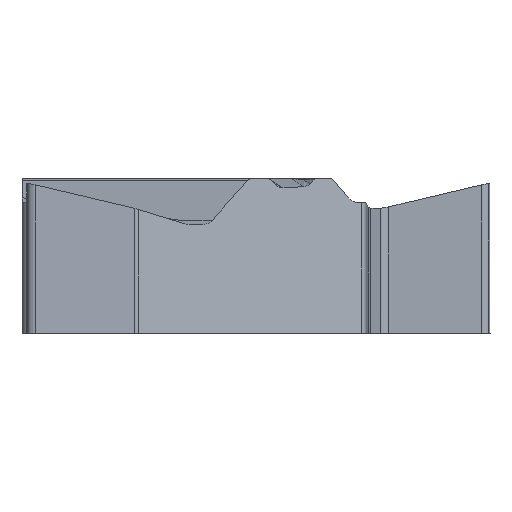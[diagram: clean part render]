
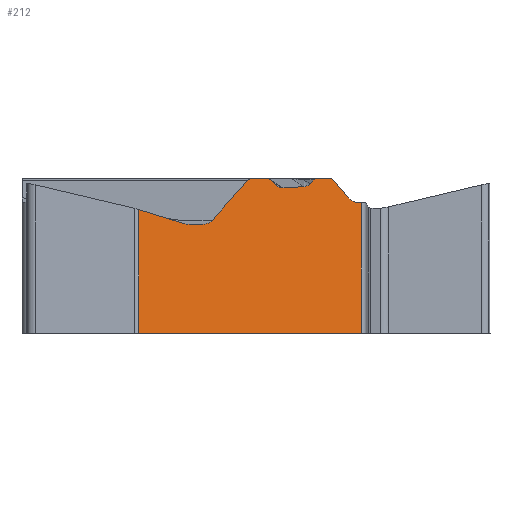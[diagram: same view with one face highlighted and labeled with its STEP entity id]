
A CAD part, front view. The second image highlights one B-rep face of the part: STEP entity #212.
In plain terms, the highlighted planar face has unit normal (0.5, -0.866, 0).
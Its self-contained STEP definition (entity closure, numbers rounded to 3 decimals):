
#91=PLANE('',#2088);
#139=CIRCLE('',#2087,0.5);
#212=ADVANCED_FACE('',(#356),#91,.F.);
#356=FACE_OUTER_BOUND('',#468,.T.);
#468=EDGE_LOOP('',(#1072,#1073,#1074,#1075,#1076,#1077,#1078,#1079,#1080,
#1081,#1082,#1083,#1084,#1085,#1086,#1087,#1088,#1089,#1090,#1091,#1092,
#1093));
#607=LINE('',#3557,#763);
#611=LINE('',#3614,#767);
#616=LINE('',#3794,#773);
#617=LINE('',#3797,#774);
#618=LINE('',#3799,#775);
#619=LINE('',#3801,#776);
#620=LINE('',#3805,#777);
#621=LINE('',#3810,#778);
#622=LINE('',#3826,#779);
#623=LINE('',#3842,#780);
#624=LINE('',#3847,#781);
#625=LINE('',#3851,#782);
#626=LINE('',#3855,#783);
#763=VECTOR('',#2409,1.);
#767=VECTOR('',#2413,1.);
#773=VECTOR('',#2433,1.);
#774=VECTOR('',#2434,1.);
#775=VECTOR('',#2435,1.);
#776=VECTOR('',#2436,1.);
#777=VECTOR('',#2439,1.);
#778=VECTOR('',#2444,1.);
#779=VECTOR('',#2445,1.);
#780=VECTOR('',#2446,1.);
#781=VECTOR('',#2451,1.);
#782=VECTOR('',#2454,1.);
#783=VECTOR('',#2457,1.);
#1072=ORIENTED_EDGE('',*,*,#1746,.T.);
#1073=ORIENTED_EDGE('',*,*,#1747,.T.);
#1074=ORIENTED_EDGE('',*,*,#1748,.T.);
#1075=ORIENTED_EDGE('',*,*,#1749,.F.);
#1076=ORIENTED_EDGE('',*,*,#1750,.T.);
#1077=ORIENTED_EDGE('',*,*,#1751,.F.);
#1078=ORIENTED_EDGE('',*,*,#1752,.F.);
#1079=ORIENTED_EDGE('',*,*,#1733,.F.);
#1080=ORIENTED_EDGE('',*,*,#1753,.F.);
#1081=ORIENTED_EDGE('',*,*,#1754,.F.);
#1082=ORIENTED_EDGE('',*,*,#1755,.F.);
#1083=ORIENTED_EDGE('',*,*,#1756,.F.);
#1084=ORIENTED_EDGE('',*,*,#1757,.F.);
#1085=ORIENTED_EDGE('',*,*,#1758,.F.);
#1086=ORIENTED_EDGE('',*,*,#1759,.F.);
#1087=ORIENTED_EDGE('',*,*,#1727,.F.);
#1088=ORIENTED_EDGE('',*,*,#1760,.F.);
#1089=ORIENTED_EDGE('',*,*,#1761,.F.);
#1090=ORIENTED_EDGE('',*,*,#1762,.T.);
#1091=ORIENTED_EDGE('',*,*,#1763,.T.);
#1092=ORIENTED_EDGE('',*,*,#1764,.T.);
#1093=ORIENTED_EDGE('',*,*,#1765,.F.);
#1512=VERTEX_POINT('',#3556);
#1513=VERTEX_POINT('',#3558);
#1518=VERTEX_POINT('',#3613);
#1519=VERTEX_POINT('',#3615);
#1524=VERTEX_POINT('',#3795);
#1525=VERTEX_POINT('',#3796);
#1526=VERTEX_POINT('',#3798);
#1527=VERTEX_POINT('',#3800);
#1528=VERTEX_POINT('',#3802);
#1529=VERTEX_POINT('',#3804);
#1530=VERTEX_POINT('',#3806);
#1531=VERTEX_POINT('',#3809);
#1532=VERTEX_POINT('',#3811);
#1533=VERTEX_POINT('',#3825);
#1534=VERTEX_POINT('',#3827);
#1535=VERTEX_POINT('',#3841);
#1536=VERTEX_POINT('',#3843);
#1537=VERTEX_POINT('',#3846);
#1538=VERTEX_POINT('',#3848);
#1539=VERTEX_POINT('',#3850);
#1540=VERTEX_POINT('',#3852);
#1541=VERTEX_POINT('',#3854);
#1727=EDGE_CURVE('',#1512,#1513,#607,.T.);
#1733=EDGE_CURVE('',#1518,#1519,#611,.T.);
#1746=EDGE_CURVE('',#1524,#1525,#616,.T.);
#1747=EDGE_CURVE('',#1525,#1526,#617,.T.);
#1748=EDGE_CURVE('',#1526,#1527,#618,.T.);
#1749=EDGE_CURVE('',#1528,#1527,#619,.T.);
#1750=EDGE_CURVE('',#1528,#1529,#1913,.T.);
#1751=EDGE_CURVE('',#1530,#1529,#620,.T.);
#1752=EDGE_CURVE('',#1519,#1530,#1914,.T.);
#1753=EDGE_CURVE('',#1531,#1518,#1915,.T.);
#1754=EDGE_CURVE('',#1532,#1531,#621,.T.);
#1755=EDGE_CURVE('',#1533,#1532,#1961,.T.);
#1756=EDGE_CURVE('',#1534,#1533,#622,.T.);
#1757=EDGE_CURVE('',#1535,#1534,#1962,.T.);
#1758=EDGE_CURVE('',#1536,#1535,#623,.T.);
#1759=EDGE_CURVE('',#1513,#1536,#1916,.T.);
#1760=EDGE_CURVE('',#1537,#1512,#1917,.T.);
#1761=EDGE_CURVE('',#1538,#1537,#624,.T.);
#1762=EDGE_CURVE('',#1538,#1539,#1918,.T.);
#1763=EDGE_CURVE('',#1539,#1540,#625,.T.);
#1764=EDGE_CURVE('',#1540,#1541,#139,.T.);
#1765=EDGE_CURVE('',#1524,#1541,#626,.T.);
#1913=ELLIPSE('',#2081,0.4,0.33);
#1914=ELLIPSE('',#2082,0.17,0.15);
#1915=ELLIPSE('',#2083,0.15,0.15);
#1916=ELLIPSE('',#2084,0.167,0.15);
#1917=ELLIPSE('',#2085,0.177,0.15);
#1918=ELLIPSE('',#2086,0.389,0.33);
#1961=B_SPLINE_CURVE_WITH_KNOTS('',3,(#3812,#3813,#3814,#3815,#3816,#3817,
#3818,#3819,#3820,#3821,#3822,#3823,#3824),.UNSPECIFIED.,.F.,.F.,(4,3,3,
3,4),(0.,0.249,0.498,0.746,1.),
 .UNSPECIFIED.);
#1962=B_SPLINE_CURVE_WITH_KNOTS('',3,(#3828,#3829,#3830,#3831,#3832,#3833,
#3834,#3835,#3836,#3837,#3838,#3839,#3840),.UNSPECIFIED.,.F.,.F.,(4,3,3,
3,4),(0.,0.234,0.468,0.701,1.),
 .UNSPECIFIED.);
#2081=AXIS2_PLACEMENT_3D('',#3803,#2437,#2438);
#2082=AXIS2_PLACEMENT_3D('',#3807,#2440,#2441);
#2083=AXIS2_PLACEMENT_3D('',#3808,#2442,#2443);
#2084=AXIS2_PLACEMENT_3D('',#3844,#2447,#2448);
#2085=AXIS2_PLACEMENT_3D('',#3845,#2449,#2450);
#2086=AXIS2_PLACEMENT_3D('',#3849,#2452,#2453);
#2087=AXIS2_PLACEMENT_3D('',#3853,#2455,#2456);
#2088=AXIS2_PLACEMENT_3D('',#3856,#2458,#2459);
#2409=DIRECTION('',(0.866,0.5,0.));
#2413=DIRECTION('',(0.866,0.5,0.));
#2433=DIRECTION('',(0.,0.,-1.));
#2434=DIRECTION('',(0.866,0.5,0.));
#2435=DIRECTION('',(0.,0.,1.));
#2436=DIRECTION('',(0.858,0.496,0.133));
#2437=DIRECTION('',(-0.5,0.866,0.));
#2438=DIRECTION('',(0.847,0.489,-0.207));
#2439=DIRECTION('',(0.608,0.351,-0.713));
#2440=DIRECTION('',(-0.5,0.866,0.));
#2441=DIRECTION('',(-0.866,-0.5,0.));
#2442=DIRECTION('',(-0.5,0.866,0.));
#2443=DIRECTION('',(0.866,0.5,0.));
#2444=DIRECTION('',(0.658,0.38,0.651));
#2445=DIRECTION('',(0.865,0.5,0.043));
#2446=DIRECTION('',(0.686,0.396,-0.611));
#2447=DIRECTION('',(-0.5,0.866,0.));
#2448=DIRECTION('',(-0.866,-0.5,0.));
#2449=DIRECTION('',(-0.5,0.866,0.));
#2450=DIRECTION('',(-0.866,-0.5,0.));
#2451=DIRECTION('',(0.62,0.358,0.698));
#2452=DIRECTION('',(-0.5,0.866,0.));
#2453=DIRECTION('',(0.866,0.5,0.));
#2454=DIRECTION('',(-0.866,-0.5,0.));
#2455=DIRECTION('',(-0.5,0.866,0.));
#2456=DIRECTION('',(0.,0.,-1.));
#2457=DIRECTION('',(0.837,0.483,-0.259));
#2458=DIRECTION('',(-0.5,0.866,0.));
#2459=DIRECTION('',(0.,0.,-1.));
#3556=CARTESIAN_POINT('',(1.454,-4.66,0.22));
#3557=CARTESIAN_POINT('',(5.129,-2.538,0.22));
#3558=CARTESIAN_POINT('',(1.861,-4.425,0.22));
#3613=CARTESIAN_POINT('',(3.222,-3.639,0.22));
#3614=CARTESIAN_POINT('',(-0.367,-5.711,0.22));
#3615=CARTESIAN_POINT('',(3.554,-3.447,0.22));
#3794=CARTESIAN_POINT('',(-1.602,-6.424,-5.47));
#3795=CARTESIAN_POINT('',(-1.602,-6.424,-0.617));
#3796=CARTESIAN_POINT('',(-1.602,-6.424,-3.97));
#3797=CARTESIAN_POINT('',(-0.367,-5.711,-3.97));
#3798=CARTESIAN_POINT('',(4.417,-2.949,-3.97));
#3799=CARTESIAN_POINT('',(4.417,-2.949,3.22));
#3800=CARTESIAN_POINT('',(4.417,-2.949,-0.429));
#3801=CARTESIAN_POINT('',(-0.224,-5.629,-1.147));
#3802=CARTESIAN_POINT('',(4.404,-2.956,-0.431));
#3803=CARTESIAN_POINT('',(4.324,-3.003,-0.102));
#3804=CARTESIAN_POINT('',(4.066,-3.152,-0.302));
#3805=CARTESIAN_POINT('',(1.719,-4.507,2.451));
#3806=CARTESIAN_POINT('',(3.665,-3.383,0.168));
#3807=CARTESIAN_POINT('',(3.554,-3.447,0.07));
#3808=CARTESIAN_POINT('',(3.222,-3.639,0.07));
#3809=CARTESIAN_POINT('',(3.137,-3.688,0.184));
#3810=CARTESIAN_POINT('',(1.072,-4.88,-1.859));
#3811=CARTESIAN_POINT('',(3.029,-3.75,0.077));
#3812=CARTESIAN_POINT('',(2.857,-3.85,-0.002));
#3813=CARTESIAN_POINT('',(2.873,-3.841,-0.001));
#3814=CARTESIAN_POINT('',(2.888,-3.832,0.002));
#3815=CARTESIAN_POINT('',(2.904,-3.823,0.005));
#3816=CARTESIAN_POINT('',(2.919,-3.814,0.009));
#3817=CARTESIAN_POINT('',(2.934,-3.805,0.014));
#3818=CARTESIAN_POINT('',(2.949,-3.797,0.021));
#3819=CARTESIAN_POINT('',(2.963,-3.789,0.028));
#3820=CARTESIAN_POINT('',(2.977,-3.78,0.036));
#3821=CARTESIAN_POINT('',(2.99,-3.773,0.045));
#3822=CARTESIAN_POINT('',(3.004,-3.765,0.054));
#3823=CARTESIAN_POINT('',(3.017,-3.757,0.065));
#3824=CARTESIAN_POINT('',(3.029,-3.75,0.077));
#3825=CARTESIAN_POINT('',(2.857,-3.85,-0.002));
#3826=CARTESIAN_POINT('',(-0.358,-5.706,-0.16));
#3827=CARTESIAN_POINT('',(2.296,-4.173,-0.029));
#3828=CARTESIAN_POINT('',(2.124,-4.273,0.033));
#3829=CARTESIAN_POINT('',(2.136,-4.266,0.022));
#3830=CARTESIAN_POINT('',(2.148,-4.259,0.013));
#3831=CARTESIAN_POINT('',(2.161,-4.252,0.006));
#3832=CARTESIAN_POINT('',(2.173,-4.245,-0.002));
#3833=CARTESIAN_POINT('',(2.186,-4.237,-0.009));
#3834=CARTESIAN_POINT('',(2.2,-4.229,-0.014));
#3835=CARTESIAN_POINT('',(2.214,-4.221,-0.019));
#3836=CARTESIAN_POINT('',(2.228,-4.213,-0.023));
#3837=CARTESIAN_POINT('',(2.242,-4.205,-0.026));
#3838=CARTESIAN_POINT('',(2.26,-4.195,-0.029));
#3839=CARTESIAN_POINT('',(2.278,-4.184,-0.03));
#3840=CARTESIAN_POINT('',(2.296,-4.173,-0.029));
#3841=CARTESIAN_POINT('',(2.124,-4.273,0.033));
#3842=CARTESIAN_POINT('',(3.988,-3.197,-1.628));
#3843=CARTESIAN_POINT('',(1.954,-4.371,0.184));
#3844=CARTESIAN_POINT('',(1.861,-4.425,0.07));
#3845=CARTESIAN_POINT('',(1.454,-4.66,0.07));
#3846=CARTESIAN_POINT('',(1.338,-4.726,0.168));
#3847=CARTESIAN_POINT('',(3.242,-3.627,2.313));
#3848=CARTESIAN_POINT('',(0.384,-5.277,-0.906));
#3849=CARTESIAN_POINT('',(0.13,-5.424,-0.69));
#3850=CARTESIAN_POINT('',(0.13,-5.424,-1.02));
#3851=CARTESIAN_POINT('',(5.129,-2.538,-1.02));
#3852=CARTESIAN_POINT('',(-0.242,-5.639,-1.02));
#3853=CARTESIAN_POINT('',(-0.242,-5.639,-0.52));
#3854=CARTESIAN_POINT('',(-0.354,-5.704,-1.003));
#3855=CARTESIAN_POINT('',(4.527,-2.885,-2.513));
#3856=CARTESIAN_POINT('',(-0.367,-5.711,0.08));
